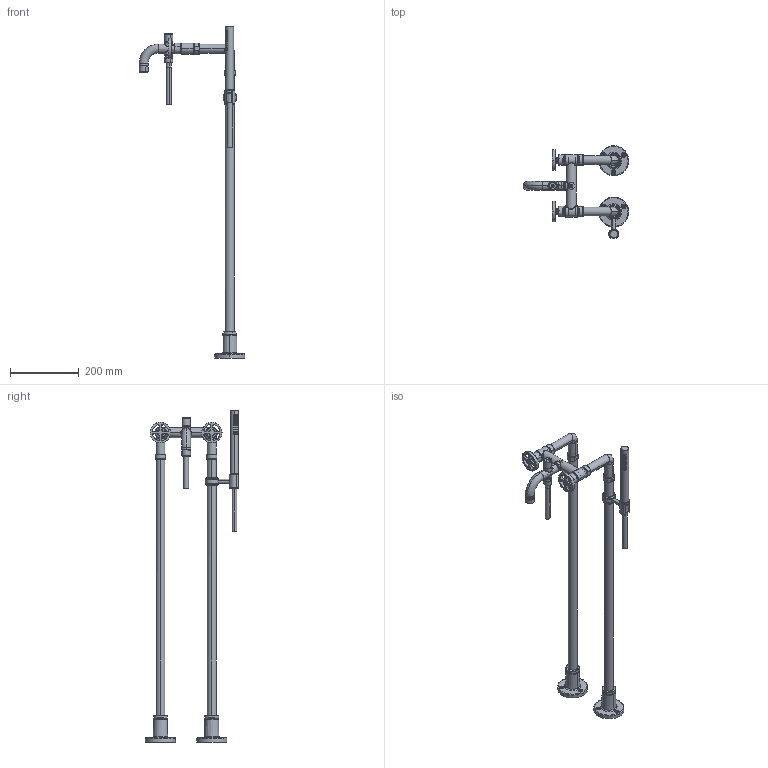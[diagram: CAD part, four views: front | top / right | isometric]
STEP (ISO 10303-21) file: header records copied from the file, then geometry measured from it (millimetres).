
FILE_DESCRIPTION(('CATIA V5 STEP Exchange','CAx-IF Rec.Pracs.--- Model Styling and Organization---1.5--- 2016-08-15','CAx-IF Rec.Pracs.---Supplemental Geometry---1.0---2011-11-01','CAx-IF Rec.Pracs.--- Composite Materials ---3.4---2017-06-13','CAx-IF Rec.Pracs.---Tessellated 3D Geometry---1.0---2015-12-17'),'2;1');
FILE_NAME('MN004200.stp','2022-09-17T09:11:02+00:00',('none'),('none'),'CATIA Version 5-6 Release 2020 SP2','CATIA V5 STEP AP242 v2','none');
FILE_SCHEMA(('AP242_MANAGED_MODEL_BASED_3D_ENGINEERING_MIM_LF {1 0 10303 442 1 1 4}'));
Length unit declared in the file: millimetre
Products named in the file (1): Product2_AllCATPart
Bounding box: 307.97 x 272.1 x 969.08 mm (x, y, z)
Volume: 1038361 mm3; surface area: 537668.4 mm2
Topology: 64 solids, 66 shells, 3187 faces, 8174 edges, 5144 vertices
Faces by surface type: cylinder 1204, plane 951, cone 510, torus 263, extrusion 164, bspline 89, revolution 4, sphere 2
Entity records: 106894 total; most frequent: CARTESIAN_POINT 38077, ORIENTED_EDGE 16284, DIRECTION 10109, EDGE_CURVE 8142, VERTEX_POINT 5144, AXIS2_PLACEMENT_3D 4900, VECTOR 3477, EDGE_LOOP 3452
